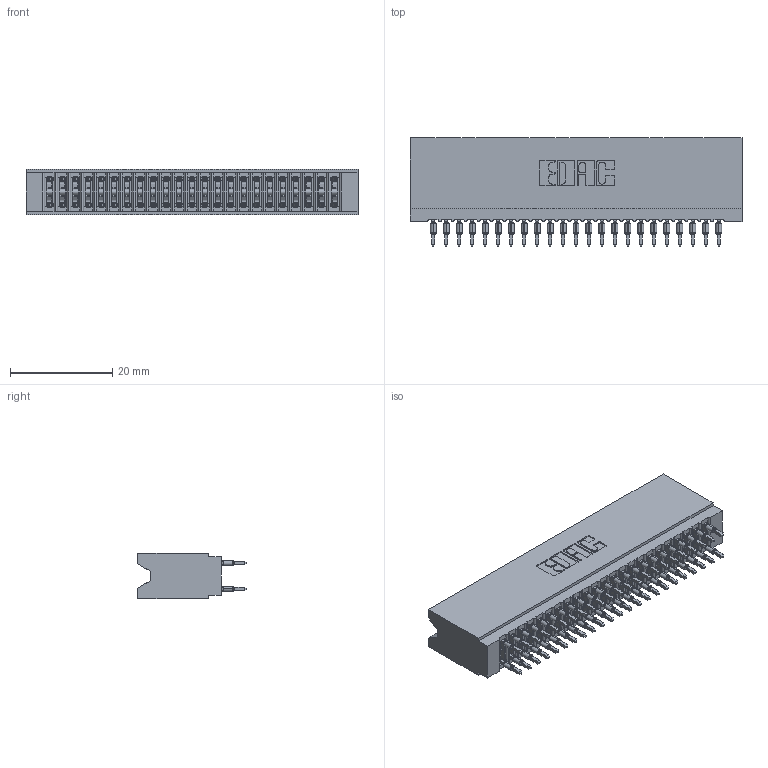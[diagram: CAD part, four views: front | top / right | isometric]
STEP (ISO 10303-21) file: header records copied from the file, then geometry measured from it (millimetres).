
FILE_DESCRIPTION (( 'STEP AP203' ), '1' );
FILE_NAME ('745-046-560-206.STEP', '2026-02-26T18:02:29', ( '' ), ( '' ), 'SwSTEP 2.0', 'SolidWorks 2023', '' );
FILE_SCHEMA (( 'CONFIG_CONTROL_DESIGN' ));
Length unit declared in the file: millimetre
Products named in the file (3): 745 Part_Insulator Option - 06; 745-292-001_560; 745-046-560-206
Assembly tree (47 placements, depth 2):
  745-046-560-206
    745 Part_Insulator Option - 06
    745-292-001_560  x46
Bounding box: 65.02 x 21.22 x 8.89 mm (x, y, z)
Volume: 6118.4 mm3; surface area: 12751.1 mm2
Topology: 47 solids, 47 shells, 4627 faces, 12657 edges, 8038 vertices
Faces by surface type: plane 2402, cylinder 1029, bspline 920, torus 276
Entity records: 41658 total; most frequent: CARTESIAN_POINT 7736, ORIENTED_EDGE 7134, DIRECTION 6253, EDGE_CURVE 3567, LINE 3239, VECTOR 3239, VERTEX_POINT 2278, AXIS2_PLACEMENT_3D 1507
